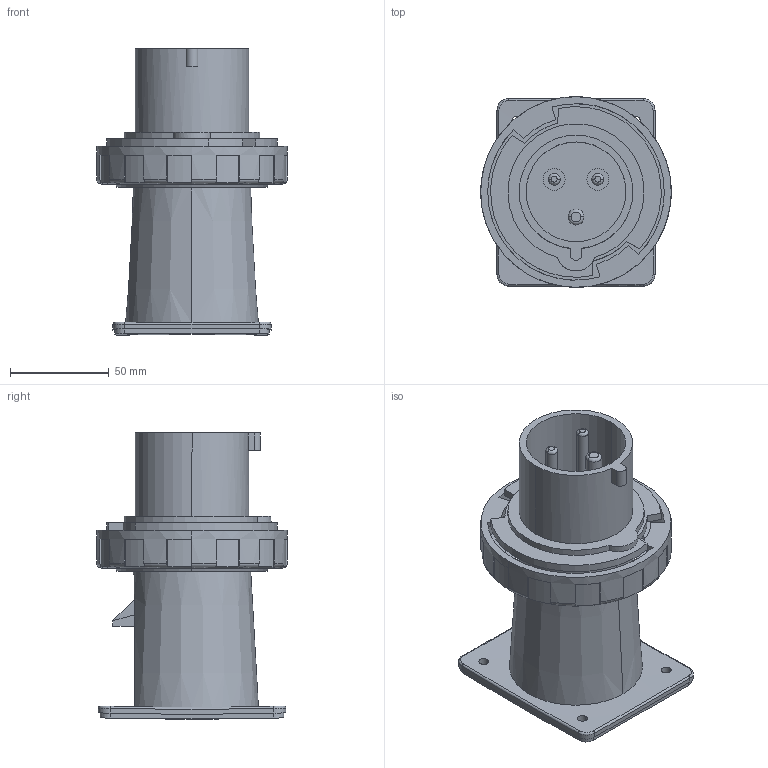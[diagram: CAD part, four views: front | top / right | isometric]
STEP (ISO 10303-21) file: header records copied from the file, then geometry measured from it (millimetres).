
FILE_DESCRIPTION((''),'2;1');
FILE_NAME('GW60237_ASM','2021-09-29T13:21:30',('User'),('Axiro Italia'),'CREO PARAMETRIC BY PTC INC, 2020354','CREO PARAMETRIC BY PTC INC, 2020354','');
FILE_SCHEMA(('CONFIG_CONTROL_DESIGN'));
Length unit declared in the file: millimetre
Products named in the file (4): GW60237_COMPONENTE_A_OR; GW60237_COMPONENTE_B_OR; GW60237_COMPONENTE_C_OR; GW60237_ASM
Assembly tree (3 placements, depth 2):
  GW60237_ASM
    GW60237_COMPONENTE_A_OR
    GW60237_COMPONENTE_B_OR
    GW60237_COMPONENTE_C_OR
Bounding box: 96.5 x 96.5 x 144.87 mm (x, y, z)
Volume: 197194.4 mm3; surface area: 102499.8 mm2
Topology: 3 solids, 3 shells, 295 faces, 760 edges, 488 vertices
Faces by surface type: plane 150, cylinder 113, bspline 19, torus 8, cone 5
Entity records: 10615 total; most frequent: CARTESIAN_POINT 3196, DIRECTION 1596, ORIENTED_EDGE 1520, EDGE_CURVE 760, AXIS2_PLACEMENT_3D 624, VERTEX_POINT 488, VECTOR 348, LINE 348
